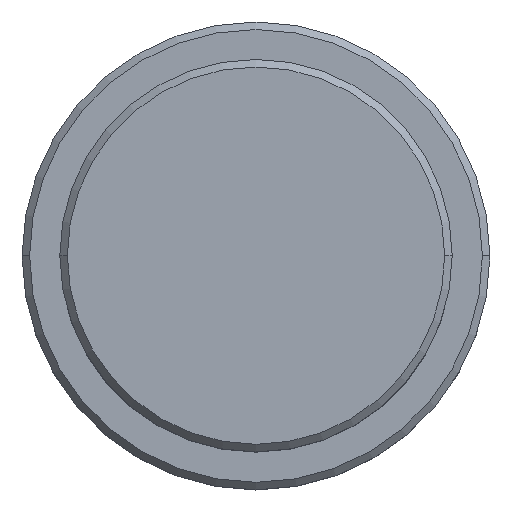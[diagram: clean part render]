
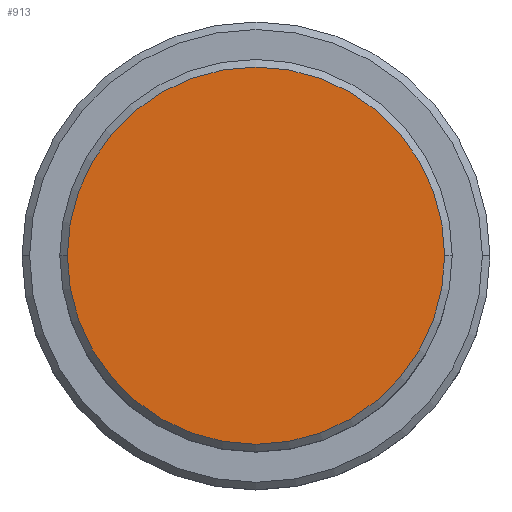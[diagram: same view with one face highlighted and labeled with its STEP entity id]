
A CAD part, top view. The second image highlights one B-rep face of the part: STEP entity #913.
In plain terms, the highlighted planar face has unit normal (0, 0, 1).
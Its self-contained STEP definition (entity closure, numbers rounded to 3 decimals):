
#6 = CARTESIAN_POINT ( 'NONE',  ( 0., 0., 0. ) ) ;
#15 = DIRECTION ( 'NONE',  ( 1., 0., 0. ) ) ;
#292 = DIRECTION ( 'NONE',  ( 0., 0., 1. ) ) ;
#299 = VERTEX_POINT ( 'NONE', #787 ) ;
#354 = FACE_OUTER_BOUND ( 'NONE', #553, .T. ) ;
#423 = AXIS2_PLACEMENT_3D ( 'NONE', #6, #761, #15 ) ;
#515 = DIRECTION ( 'NONE',  ( 0., 0., 1. ) ) ;
#553 = EDGE_LOOP ( 'NONE', ( #890, #735 ) ) ;
#617 = DIRECTION ( 'NONE',  ( 1., 0., 0. ) ) ;
#671 = AXIS2_PLACEMENT_3D ( 'NONE', #1069, #515, #851 ) ;
#735 = ORIENTED_EDGE ( 'NONE', *, *, #1188, .T. ) ;
#746 = CARTESIAN_POINT ( 'NONE',  ( 0., 0., 0. ) ) ;
#761 = DIRECTION ( 'NONE',  ( 0., 0., 1. ) ) ;
#787 = CARTESIAN_POINT ( 'NONE',  ( -12.5, 0., 0. ) ) ;
#851 = DIRECTION ( 'NONE',  ( 1., 0., 0. ) ) ;
#890 = ORIENTED_EDGE ( 'NONE', *, *, #1124, .T. ) ;
#913 = ADVANCED_FACE ( 'NONE', ( #354 ), #996, .T. ) ;
#971 = CIRCLE ( 'NONE', #1084, 12.5 ) ;
#996 = PLANE ( 'NONE',  #423 ) ;
#1069 = CARTESIAN_POINT ( 'NONE',  ( 0., 0., 0. ) ) ;
#1084 = AXIS2_PLACEMENT_3D ( 'NONE', #746, #292, #617 ) ;
#1124 = EDGE_CURVE ( 'NONE', #299, #1320, #971, .T. ) ;
#1188 = EDGE_CURVE ( 'NONE', #1320, #299, #1227, .T. ) ;
#1206 = CARTESIAN_POINT ( 'NONE',  ( 12.5, 0., 0. ) ) ;
#1227 = CIRCLE ( 'NONE', #671, 12.5 ) ;
#1320 = VERTEX_POINT ( 'NONE', #1206 ) ;
